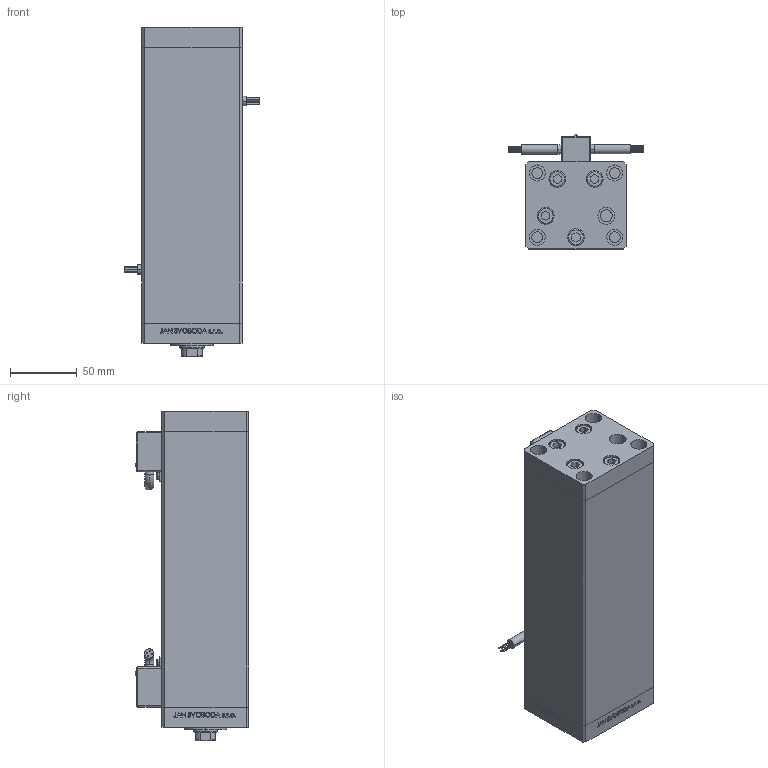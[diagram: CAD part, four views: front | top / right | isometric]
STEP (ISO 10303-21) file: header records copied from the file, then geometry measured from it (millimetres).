
FILE_DESCRIPTION (( 'STEP AP203' ), '1' );
FILE_NAME ('bbdb.STEP', '2024-01-24T11:10:35', ( '' ), ( '' ), 'SwSTEP 2.0', 'SolidWorks 2019', '' );
FILE_SCHEMA (( 'CONFIG_CONTROL_DESIGN' ));
Length unit declared in the file: millimetre
Products named in the file (7): V220C_C MIDDLE aef10c133f3a8d12d0d908367e6deb78; bbdb; V220C FRONT aef10c133f3a8d12d0d908367e6deb78; V220C_VC_C aef10c133f3a8d12d0d908367e6deb78; V220C BACK_C aef10c133f3a8d12d0d908367e6deb78; ALLEN BOLT aef10c133f3a8d12d0d908367e6deb78; Magnetic_Switch_MSU4 aef10c133f3a8d12d0d908367e6deb78
Assembly tree (15 placements, depth 2):
  bbdb
    ALLEN BOLT aef10c133f3a8d12d0d908367e6deb78  x9
    V220C_C MIDDLE aef10c133f3a8d12d0d908367e6deb78
    V220C FRONT aef10c133f3a8d12d0d908367e6deb78
    Magnetic_Switch_MSU4 aef10c133f3a8d12d0d908367e6deb78  x2
    V220C_VC_C aef10c133f3a8d12d0d908367e6deb78
    V220C BACK_C aef10c133f3a8d12d0d908367e6deb78
Bounding box: 101.6 x 85.1 x 246 mm (x, y, z)
Volume: 1003335.6 mm3; surface area: 188293.1 mm2
Topology: 15 solids, 17 shells, 1367 faces, 3333 edges, 2161 vertices
Faces by surface type: plane 620, bspline 380, cylinder 249, torus 48, cone 46, sphere 24
Entity records: 51977 total; most frequent: CARTESIAN_POINT 27075, ORIENTED_EDGE 5452, DIRECTION 3794, EDGE_CURVE 2726, VERTEX_POINT 1800, LINE 1564, VECTOR 1564, EDGE_LOOP 1280
